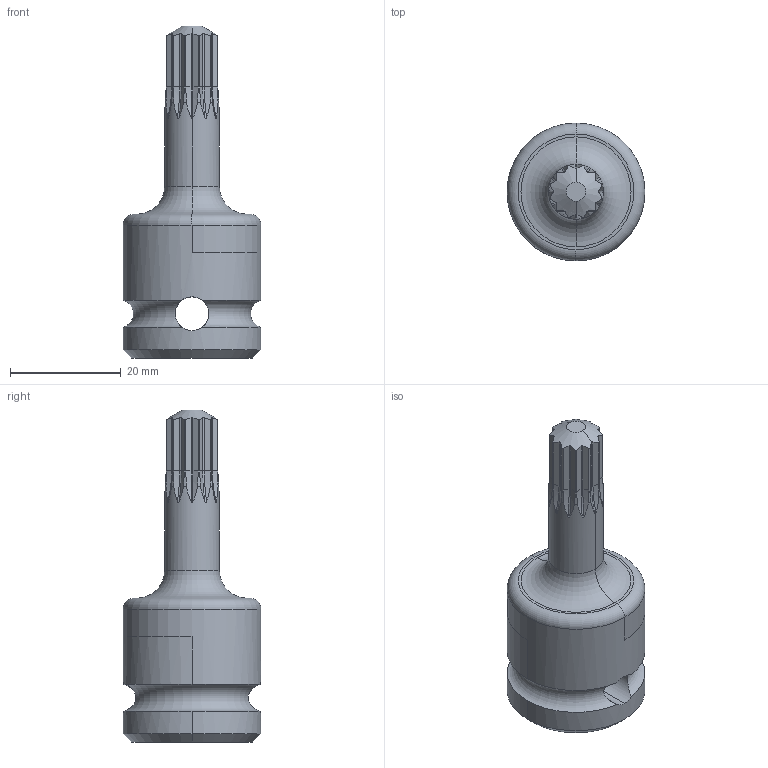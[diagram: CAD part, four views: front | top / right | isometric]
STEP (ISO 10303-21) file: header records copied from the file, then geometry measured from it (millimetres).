
FILE_DESCRIPTION((''),'2;1');
FILE_NAME('4027132410','2023-08-22T11:14:07',('A00565553'),(''),'CREO PARAMETRIC BY PTC INC, 2022414','CREO PARAMETRIC BY PTC INC, 2022414','');
FILE_SCHEMA(('CONFIG_CONTROL_DESIGN','GEOMETRIC_VALIDATION_PROPERTIES_MIM'));
Length unit declared in the file: millimetre
Products named in the file (1): 4027132410
Bounding box: 24.9 x 24.9 x 60 mm (x, y, z)
Volume: 11614.4 mm3; surface area: 4762 mm2
Topology: 1 solids, 1 shells, 136 faces, 368 edges, 234 vertices
Faces by surface type: cylinder 38, plane 36, cone 32, torus 30
Entity records: 4839 total; most frequent: CARTESIAN_POINT 1487, ORIENTED_EDGE 736, DIRECTION 612, EDGE_CURVE 368, AXIS2_PLACEMENT_3D 252, VERTEX_POINT 234, B_SPLINE_CURVE_WITH_KNOTS 144, EDGE_LOOP 140
